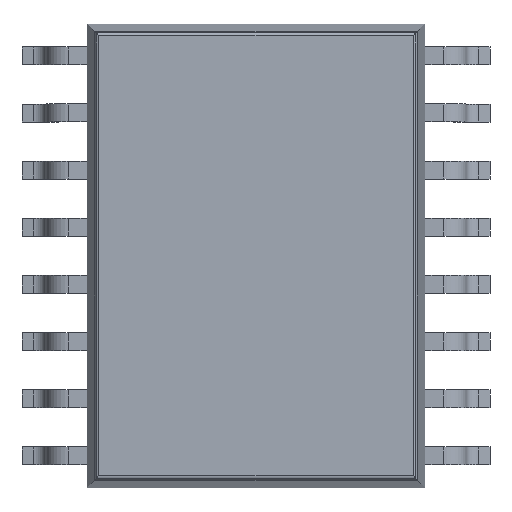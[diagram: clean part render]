
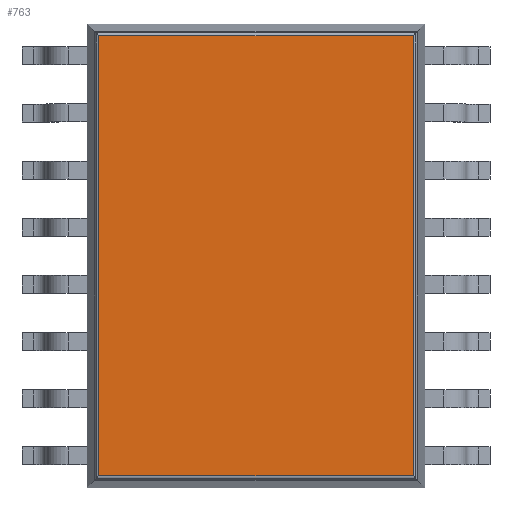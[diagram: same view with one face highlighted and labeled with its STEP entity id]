
A CAD part, top view. The second image highlights one B-rep face of the part: STEP entity #763.
In plain terms, the highlighted face is planar.
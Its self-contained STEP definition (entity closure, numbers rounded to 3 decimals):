
#102 = FACE_OUTER_BOUND ( 'NONE', #1413, .T. ) ;
#110 = CARTESIAN_POINT ( 'NONE',  ( 0., 2.35, -0.41 ) ) ;
#245 = LINE ( 'NONE', #110, #1162 ) ;
#290 = LINE ( 'NONE', #1592, #1449 ) ;
#465 = ORIENTED_EDGE ( 'NONE', *, *, #820, .F. ) ;
#518 = CARTESIAN_POINT ( 'NONE',  ( -3.49, 2.35, 9.37 ) ) ;
#554 = ORIENTED_EDGE ( 'NONE', *, *, #1808, .F. ) ;
#556 = ORIENTED_EDGE ( 'NONE', *, *, #568, .F. ) ;
#568 = EDGE_CURVE ( 'NONE', #580, #1078, #290, .T. ) ;
#580 = VERTEX_POINT ( 'NONE', #1925 ) ;
#649 = CARTESIAN_POINT ( 'NONE',  ( 3.49, 2.35, 4.48 ) ) ;
#713 = DIRECTION ( 'NONE',  ( 1., 0., 0. ) ) ;
#725 = DIRECTION ( 'NONE',  ( 0., 1., 0. ) ) ;
#746 = DIRECTION ( 'NONE',  ( 0., 0., 1. ) ) ;
#763 = ADVANCED_FACE ( 'NONE', ( #102 ), #1186, .T. ) ;
#820 = EDGE_CURVE ( 'NONE', #1608, #580, #1885, .T. ) ;
#823 = DIRECTION ( 'NONE',  ( 0., 0., -1. ) ) ;
#867 = AXIS2_PLACEMENT_3D ( 'NONE', #1628, #725, #1025 ) ;
#910 = ORIENTED_EDGE ( 'NONE', *, *, #1553, .F. ) ;
#988 = VERTEX_POINT ( 'NONE', #1256 ) ;
#1025 = DIRECTION ( 'NONE',  ( 1., 0., 0. ) ) ;
#1078 = VERTEX_POINT ( 'NONE', #518 ) ;
#1134 = CARTESIAN_POINT ( 'NONE',  ( 3.49, 2.35, -0.41 ) ) ;
#1162 = VECTOR ( 'NONE', #713, 1000. ) ;
#1186 = PLANE ( 'NONE',  #867 ) ;
#1240 = VECTOR ( 'NONE', #823, 1000. ) ;
#1256 = CARTESIAN_POINT ( 'NONE',  ( -3.49, 2.35, -0.41 ) ) ;
#1413 = EDGE_LOOP ( 'NONE', ( #554, #910, #556, #465 ) ) ;
#1449 = VECTOR ( 'NONE', #1565, 1000. ) ;
#1471 = VECTOR ( 'NONE', #746, 1000. ) ;
#1553 = EDGE_CURVE ( 'NONE', #1078, #988, #1737, .T. ) ;
#1565 = DIRECTION ( 'NONE',  ( -1., 0., 0. ) ) ;
#1592 = CARTESIAN_POINT ( 'NONE',  ( 0., 2.35, 9.37 ) ) ;
#1608 = VERTEX_POINT ( 'NONE', #1134 ) ;
#1628 = CARTESIAN_POINT ( 'NONE',  ( 0., 2.35, 4.48 ) ) ;
#1737 = LINE ( 'NONE', #1746, #1240 ) ;
#1746 = CARTESIAN_POINT ( 'NONE',  ( -3.49, 2.35, 4.48 ) ) ;
#1808 = EDGE_CURVE ( 'NONE', #988, #1608, #245, .T. ) ;
#1885 = LINE ( 'NONE', #649, #1471 ) ;
#1925 = CARTESIAN_POINT ( 'NONE',  ( 3.49, 2.35, 9.37 ) ) ;
